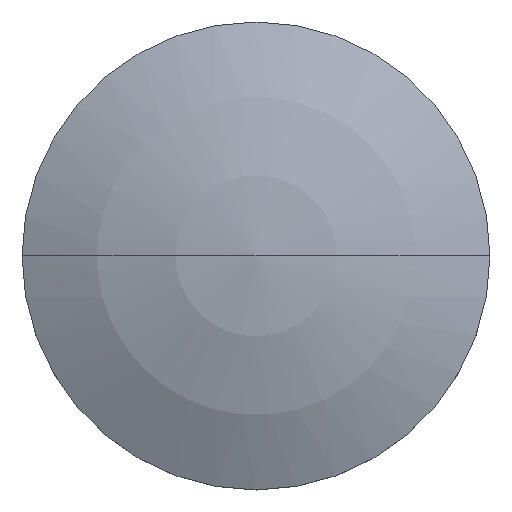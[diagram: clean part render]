
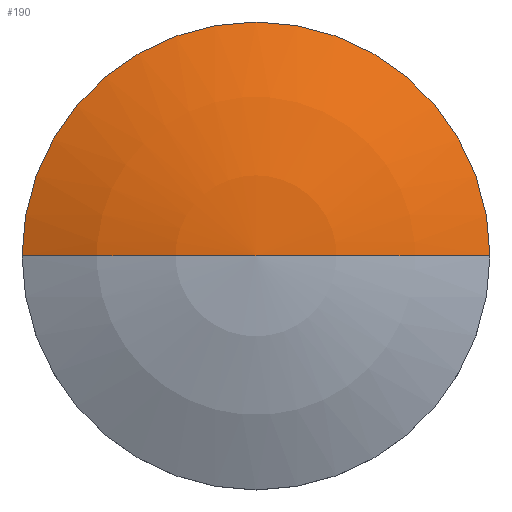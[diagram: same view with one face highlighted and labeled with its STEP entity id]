
A CAD part, top view. The second image highlights one B-rep face of the part: STEP entity #190.
In plain terms, the highlighted spherical face has radius 19.062 mm.
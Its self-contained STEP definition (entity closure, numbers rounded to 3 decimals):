
#106=EDGE_CURVE('',#172,#186,#253,.T.);
#112=VERTEX_POINT('',#260);
#118=EDGE_CURVE('',#112,#172,#267,.T.);
#172=VERTEX_POINT('',#328);
#186=VERTEX_POINT('',#345);
#190=ADVANCED_FACE('',(#349),#350,.T.);
#200=EDGE_CURVE('',#112,#186,#360,.T.);
#253=CIRCLE('',#412,19.063);
#260=CARTESIAN_POINT('',(8.5,0.,12.));
#267=CIRCLE('',#429,19.063);
#328=CARTESIAN_POINT('',(0.,0.,14.0));
#345=CARTESIAN_POINT('',(-8.5,0.,12.));
#349=FACE_OUTER_BOUND('',#531,.T.);
#350=SPHERICAL_SURFACE('',#532,19.063);
#360=CIRCLE('',#546,8.5);
#412=AXIS2_PLACEMENT_3D('',#605,#606,#607);
#429=AXIS2_PLACEMENT_3D('',#629,#630,#631);
#531=EDGE_LOOP('',(#734,#735,#736));
#532=AXIS2_PLACEMENT_3D('',#737,#738,#739);
#546=AXIS2_PLACEMENT_3D('',#744,#745,#746);
#605=CARTESIAN_POINT('',(0.,0.,-5.063));
#606=DIRECTION('',(0.,-1.0,0.0));
#607=DIRECTION('',(0.0,0.0,1.0));
#629=CARTESIAN_POINT('',(0.,0.,-5.063));
#630=DIRECTION('',(0.,-1.0,0.0));
#631=DIRECTION('',(0.0,0.0,1.0));
#734=ORIENTED_EDGE('',*,*,#106,.F.);
#735=ORIENTED_EDGE('',*,*,#118,.F.);
#736=ORIENTED_EDGE('',*,*,#200,.T.);
#737=CARTESIAN_POINT('',(0.,0.,-5.063));
#738=DIRECTION('',(0.0,0.0,1.0));
#739=DIRECTION('',(1.0,0.,0.0));
#744=CARTESIAN_POINT('',(0.0,0.,12.));
#745=DIRECTION('',(0.0,-0.0,1.0));
#746=DIRECTION('',(1.0,0.,0.0));
